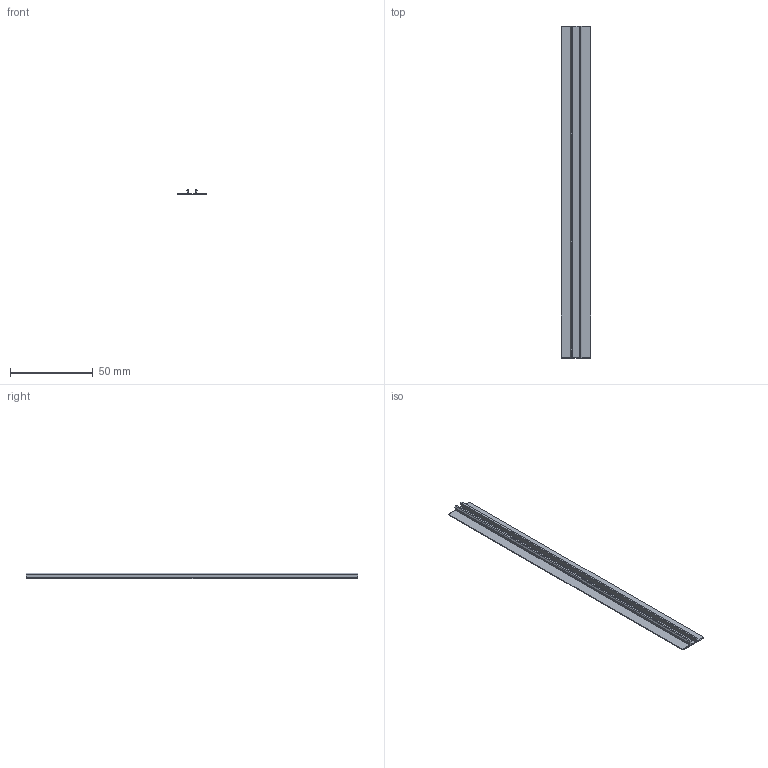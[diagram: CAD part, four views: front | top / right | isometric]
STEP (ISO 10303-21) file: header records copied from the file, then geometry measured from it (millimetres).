
FILE_DESCRIPTION(/* description */ ('STEP AP242','CAx-IF Rec.Pracs.---Representation and Presentation of Product Manufacturing Information (PMI)---4.0---2014-10-13','CAx-IF Rec.Pracs.---3D Tessellated Geometry---0.4---2014-09-14','2;1'),/* implementation_level */ '2;1');
FILE_NAME(/* name */ '0a36706d-4e66-4f37-a322-abf6d160f79c',/* time_stamp */ '2023-03-09T22:17:20+00:00',/* author */ (''),/* organization */ (''),/* preprocessor_version */ 'ST-DEVELOPER v18.102',/* originating_system */ ' ',/* authorisation */ ' ');
FILE_SCHEMA (('AP242_MANAGED_MODEL_BASED_3D_ENGINEERING_MIM_LF { 1 0 10303 442 1 1 4 }'));
Length unit declared in the file: metre
Products named in the file (1): Light Bar - Misumi -v2 v1
Bounding box: 18 x 201 x 3.39 mm (x, y, z)
Volume: 3095.4 mm3; surface area: 10091.9 mm2
Topology: 1 solids, 1 shells, 29 faces, 105 edges, 78 vertices
Faces by surface type: plane 29
Entity records: 1183 total; most frequent: CARTESIAN_POINT 303, ORIENTED_EDGE 210, DIRECTION 135, EDGE_CURVE 105, VERTEX_POINT 78, LINE 75, VECTOR 75, B_SPLINE_CURVE_WITH_KNOTS 30
